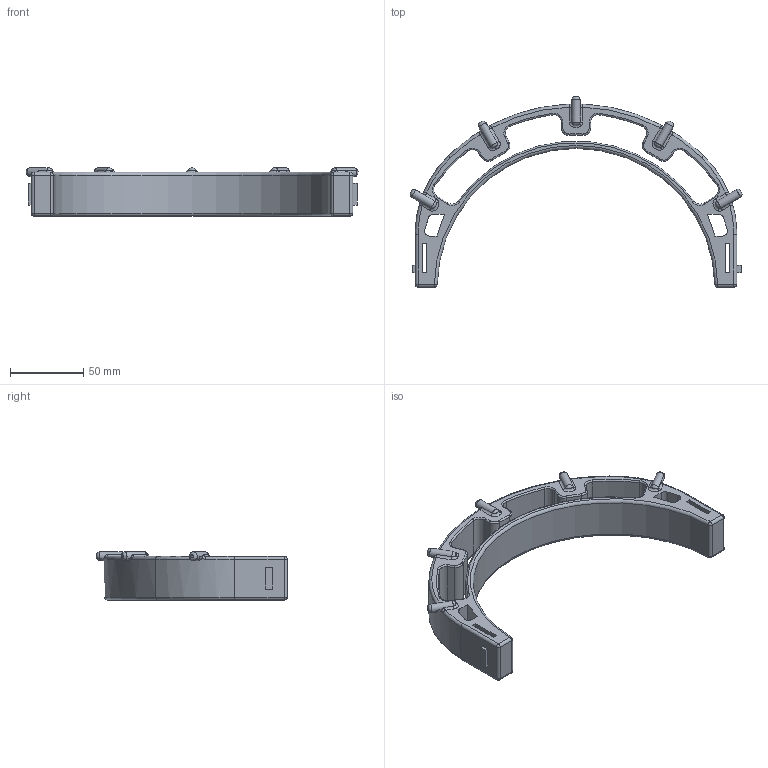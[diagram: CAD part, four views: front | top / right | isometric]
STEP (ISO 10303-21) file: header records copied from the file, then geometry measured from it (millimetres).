
FILE_DESCRIPTION(('CATIA V5 STEP Exchange'),'2;1');
FILE_NAME('BASE_SHIELD.stp','2020-03-22T20:15:46+00:00',('none'),('none'),'CATIA Version 5 Release 20 GA (IN-10)','CATIA V5 STEP AP203','none');
FILE_SCHEMA(('CONFIG_CONTROL_DESIGN'));
Length unit declared in the file: millimetre
Products named in the file (1): Part1
Bounding box: 227.14 x 130.3 x 33 mm (x, y, z)
Volume: 167268.4 mm3; surface area: 52943.2 mm2
Topology: 1 solids, 1 shells, 235 faces, 570 edges, 331 vertices
Faces by surface type: cylinder 81, torus 61, plane 45, bspline 22, revolution 18, sphere 8
Entity records: 8806 total; most frequent: CARTESIAN_POINT 3699, ORIENTED_EDGE 1124, DIRECTION 846, EDGE_CURVE 562, AXIS2_PLACEMENT_3D 454, VERTEX_POINT 331, CIRCLE 278, EDGE_LOOP 247
